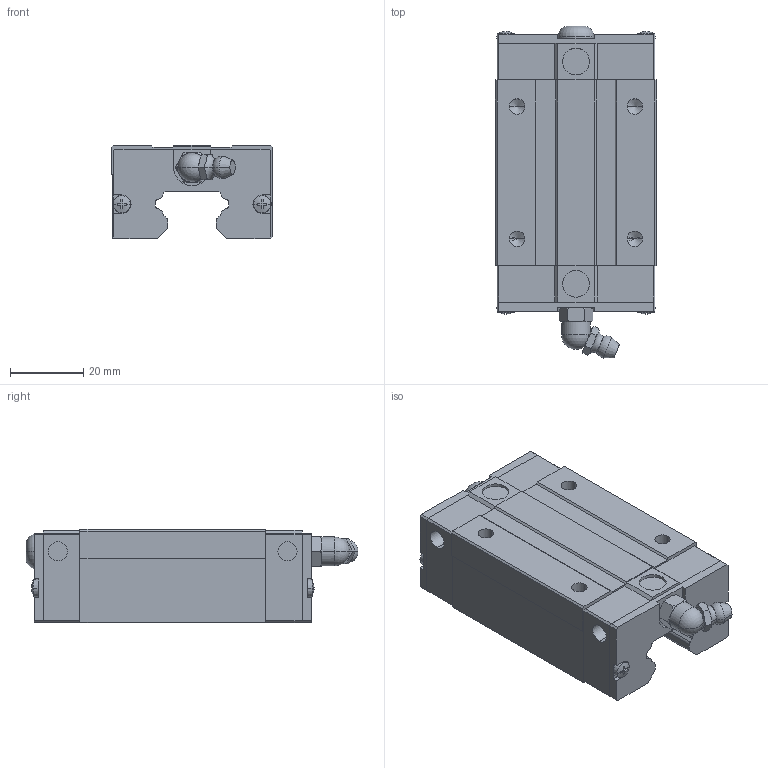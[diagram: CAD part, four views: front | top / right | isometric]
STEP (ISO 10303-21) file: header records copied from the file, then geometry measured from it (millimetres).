
FILE_DESCRIPTION(('STEP AP214'),'1');
FILE_NAME('cctmp_12B53740-5ABE-4D21-A64A-22FAE3BF773C_2024_07_15_21_41_31_0302..stp','2024-07-15T19:41:31',('HIWIN GmbH'),('CADClick - www.CADClick.com'),'Spatial InterOp 3D',' ','unknown authorization');
FILE_SCHEMA(('AUTOMOTIVE_DESIGN'));
Length unit declared in the file: millimetre
Products named in the file (1): HGH20CAZ0C_FILE
Bounding box: 44 x 90.41 x 25.4 mm (x, y, z)
Volume: 65611.6 mm3; surface area: 16169 mm2
Topology: 1 solids, 5 shells, 348 faces, 933 edges, 599 vertices
Faces by surface type: plane 206, cylinder 76, cone 46, torus 18, sphere 2
Entity records: 13724 total; most frequent: CARTESIAN_POINT 2367, ORIENTED_EDGE 1846, DIRECTION 1734, EDGE_CURVE 923, VERTEX_POINT 599, LINE 586, VECTOR 586, AXIS2_PLACEMENT_3D 574
